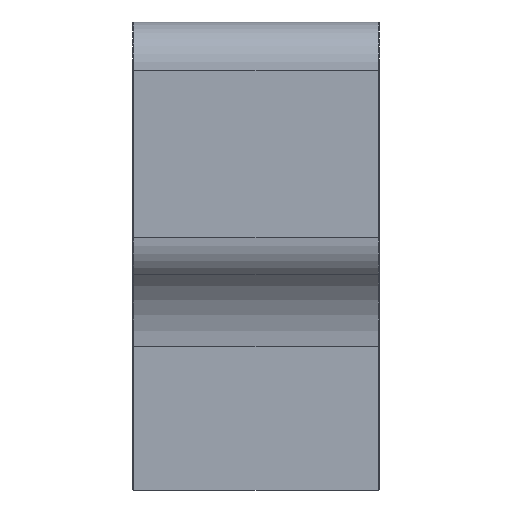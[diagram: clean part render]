
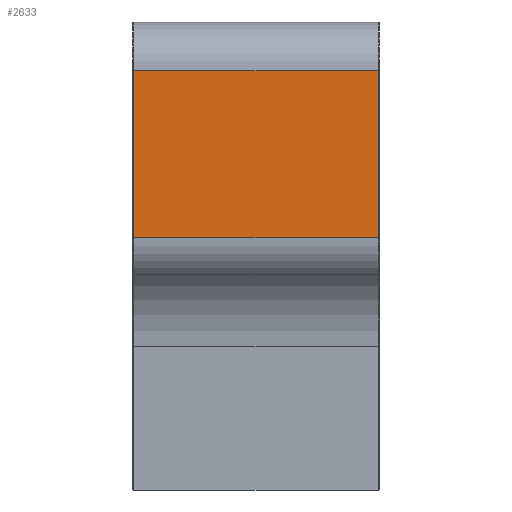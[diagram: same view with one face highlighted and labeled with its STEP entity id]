
A CAD part, left-side view. The second image highlights one B-rep face of the part: STEP entity #2633.
In plain terms, the highlighted planar face has unit normal (-1, 0, 0).
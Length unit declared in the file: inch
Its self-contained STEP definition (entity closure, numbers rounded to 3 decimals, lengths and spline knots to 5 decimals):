
#241 = DIRECTION ( 'NONE',  ( 0., 1., 0. ) ) ;
#281 = CARTESIAN_POINT ( 'NONE',  ( -1.95, 0.94, 0.13901 ) ) ;
#317 = EDGE_LOOP ( 'NONE', ( #1813, #6338, #5001, #3260 ) ) ;
#451 = DIRECTION ( 'NONE',  ( 0., 0., -1. ) ) ;
#1068 = DIRECTION ( 'NONE',  ( 0., 0., -1. ) ) ;
#1117 = VECTOR ( 'NONE', #9212, 39.37008 ) ;
#1380 = EDGE_CURVE ( 'NONE', #5871, #7477, #7426, .T. ) ;
#1407 = VECTOR ( 'NONE', #241, 39.37008 ) ;
#1813 = ORIENTED_EDGE ( 'NONE', *, *, #7474, .T. ) ;
#1915 = CARTESIAN_POINT ( 'NONE',  ( -1.95, 0.95, 0.13901 ) ) ;
#2369 = LINE ( 'NONE', #5872, #3868 ) ;
#2557 = CARTESIAN_POINT ( 'NONE',  ( -1.95, 0.95, 1.425 ) ) ;
#2633 = ADVANCED_FACE ( 'NONE', ( #9468 ), #4285, .F. ) ;
#2732 = EDGE_CURVE ( 'NONE', #7477, #8796, #2369, .T. ) ;
#2777 = CARTESIAN_POINT ( 'NONE',  ( -1.95, 0.95, -1.8 ) ) ;
#2894 = CARTESIAN_POINT ( 'NONE',  ( -1.95, -0.94, 1.425 ) ) ;
#3260 = ORIENTED_EDGE ( 'NONE', *, *, #2732, .T. ) ;
#3580 = VECTOR ( 'NONE', #6513, 39.37008 ) ;
#3764 = CARTESIAN_POINT ( 'NONE',  ( -1.95, -0.94, 0.13901 ) ) ;
#3868 = VECTOR ( 'NONE', #1068, 39.37008 ) ;
#4285 = PLANE ( 'NONE',  #8631 ) ;
#4718 = VERTEX_POINT ( 'NONE', #3764 ) ;
#5001 = ORIENTED_EDGE ( 'NONE', *, *, #1380, .T. ) ;
#5169 = LINE ( 'NONE', #1915, #3580 ) ;
#5871 = VERTEX_POINT ( 'NONE', #2894 ) ;
#5872 = CARTESIAN_POINT ( 'NONE',  ( -1.95, 0.94, 0.13901 ) ) ;
#6338 = ORIENTED_EDGE ( 'NONE', *, *, #6835, .T. ) ;
#6513 = DIRECTION ( 'NONE',  ( 0., -1., 0. ) ) ;
#6705 = DIRECTION ( 'NONE',  ( 1., 0., 0. ) ) ;
#6835 = EDGE_CURVE ( 'NONE', #4718, #5871, #9842, .T. ) ;
#7001 = CARTESIAN_POINT ( 'NONE',  ( -1.95, -0.94, -1.8 ) ) ;
#7426 = LINE ( 'NONE', #2557, #1407 ) ;
#7474 = EDGE_CURVE ( 'NONE', #8796, #4718, #5169, .T. ) ;
#7477 = VERTEX_POINT ( 'NONE', #9907 ) ;
#8631 = AXIS2_PLACEMENT_3D ( 'NONE', #2777, #6705, #451 ) ;
#8796 = VERTEX_POINT ( 'NONE', #281 ) ;
#9212 = DIRECTION ( 'NONE',  ( 0., 0., 1. ) ) ;
#9468 = FACE_OUTER_BOUND ( 'NONE', #317, .T. ) ;
#9842 = LINE ( 'NONE', #7001, #1117 ) ;
#9907 = CARTESIAN_POINT ( 'NONE',  ( -1.95, 0.94, 1.425 ) ) ;
